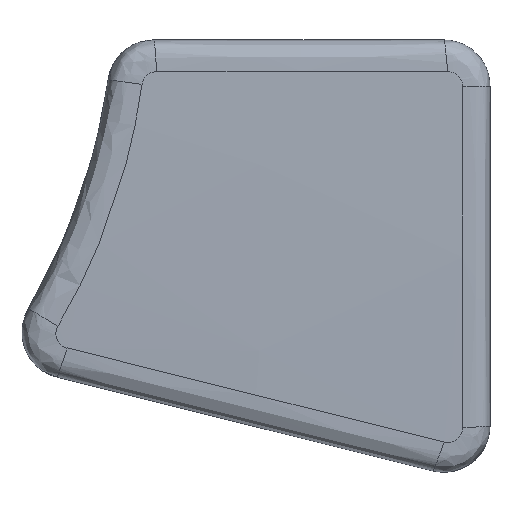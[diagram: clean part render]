
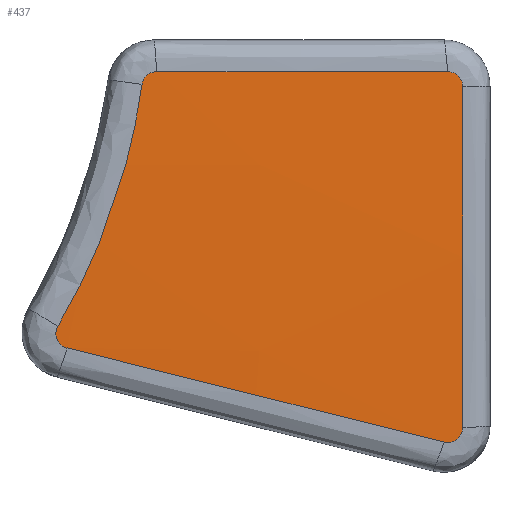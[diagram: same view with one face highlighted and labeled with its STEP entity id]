
A CAD part, top view. The second image highlights one B-rep face of the part: STEP entity #437.
In plain terms, the highlighted spherical face has radius 350 mm.
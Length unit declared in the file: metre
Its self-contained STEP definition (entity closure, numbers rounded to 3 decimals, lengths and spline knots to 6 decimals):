
#27=SPHERICAL_SURFACE('',#494,0.35);
#45=B_SPLINE_CURVE_WITH_KNOTS('',3,(#731,#732,#733,#734),.UNSPECIFIED.,
 .F.,.F.,(4,4),(0.,1.),.UNSPECIFIED.);
#46=B_SPLINE_CURVE_WITH_KNOTS('',3,(#737,#738,#739,#740),.UNSPECIFIED.,
 .F.,.F.,(4,4),(0.,1.),.UNSPECIFIED.);
#47=B_SPLINE_CURVE_WITH_KNOTS('',3,(#742,#743,#744,#745),.UNSPECIFIED.,
 .F.,.F.,(4,4),(0.,1.),.UNSPECIFIED.);
#48=B_SPLINE_CURVE_WITH_KNOTS('',3,(#747,#748,#749,#750),.UNSPECIFIED.,
 .F.,.F.,(4,4),(0.,1.),.UNSPECIFIED.);
#49=B_SPLINE_CURVE_WITH_KNOTS('',3,(#752,#753,#754,#755,#756),
 .UNSPECIFIED.,.F.,.F.,(4,1,4),(0.000002,0.500001,1.),
 .UNSPECIFIED.);
#50=B_SPLINE_CURVE_WITH_KNOTS('',3,(#758,#759,#760,#761),.UNSPECIFIED.,
 .F.,.F.,(4,4),(0.,1.),.UNSPECIFIED.);
#51=B_SPLINE_CURVE_WITH_KNOTS('',3,(#763,#764,#765,#766,#767),
 .UNSPECIFIED.,.F.,.F.,(4,1,4),(0.,0.5,1.),.UNSPECIFIED.);
#52=B_SPLINE_CURVE_WITH_KNOTS('',3,(#769,#770,#771,#772),.UNSPECIFIED.,
 .F.,.F.,(4,4),(0.,1.),.UNSPECIFIED.);
#119=ORIENTED_EDGE('',*,*,#235,.T.);
#120=ORIENTED_EDGE('',*,*,#236,.T.);
#121=ORIENTED_EDGE('',*,*,#237,.T.);
#122=ORIENTED_EDGE('',*,*,#238,.T.);
#123=ORIENTED_EDGE('',*,*,#239,.T.);
#124=ORIENTED_EDGE('',*,*,#240,.T.);
#125=ORIENTED_EDGE('',*,*,#241,.T.);
#126=ORIENTED_EDGE('',*,*,#242,.T.);
#235=EDGE_CURVE('',#289,#290,#45,.T.);
#236=EDGE_CURVE('',#290,#291,#46,.T.);
#237=EDGE_CURVE('',#291,#292,#47,.T.);
#238=EDGE_CURVE('',#292,#293,#48,.T.);
#239=EDGE_CURVE('',#293,#294,#49,.T.);
#240=EDGE_CURVE('',#294,#295,#50,.T.);
#241=EDGE_CURVE('',#295,#296,#51,.T.);
#242=EDGE_CURVE('',#296,#289,#52,.T.);
#289=VERTEX_POINT('',#735);
#290=VERTEX_POINT('',#736);
#291=VERTEX_POINT('',#741);
#292=VERTEX_POINT('',#746);
#293=VERTEX_POINT('',#751);
#294=VERTEX_POINT('',#757);
#295=VERTEX_POINT('',#762);
#296=VERTEX_POINT('',#768);
#356=EDGE_LOOP('',(#119,#120,#121,#122,#123,#124,#125,#126));
#394=FACE_BOUND('',#356,.T.);
#437=ADVANCED_FACE('',(#394),#27,.T.);
#494=AXIS2_PLACEMENT_3D('',#730,#571,#572);
#571=DIRECTION('',(1.,0.,0.));
#572=DIRECTION('',(0.,0.,1.));
#730=CARTESIAN_POINT('',(0.038795,-0.00334,-0.311461));
#731=CARTESIAN_POINT('',(0.083994,-0.007659,0.035582));
#732=CARTESIAN_POINT('',(0.083994,-0.00727,0.035586));
#733=CARTESIAN_POINT('',(0.083678,-0.006955,0.035631));
#734=CARTESIAN_POINT('',(0.083291,-0.006955,0.03568));
#735=CARTESIAN_POINT('',(0.083994,-0.007659,0.035582));
#736=CARTESIAN_POINT('',(0.083291,-0.006955,0.03568));
#737=CARTESIAN_POINT('',(0.083291,-0.006955,0.03568));
#738=CARTESIAN_POINT('',(0.078686,-0.006956,0.036271));
#739=CARTESIAN_POINT('',(0.07407,-0.006956,0.036769));
#740=CARTESIAN_POINT('',(0.069446,-0.006955,0.037176));
#741=CARTESIAN_POINT('',(0.069446,-0.006955,0.037176));
#742=CARTESIAN_POINT('',(0.069446,-0.006955,0.037176));
#743=CARTESIAN_POINT('',(0.069095,-0.006955,0.037207));
#744=CARTESIAN_POINT('',(0.068797,-0.007214,0.03723));
#745=CARTESIAN_POINT('',(0.068749,-0.007563,0.037229));
#746=CARTESIAN_POINT('',(0.068749,-0.007563,0.037229));
#747=CARTESIAN_POINT('',(0.068749,-0.007563,0.037229));
#748=CARTESIAN_POINT('',(0.06819,-0.011622,0.037228));
#749=CARTESIAN_POINT('',(0.06683,-0.015529,0.037226));
#750=CARTESIAN_POINT('',(0.064748,-0.019059,0.037221));
#751=CARTESIAN_POINT('',(0.064748,-0.019059,0.037221));
#752=CARTESIAN_POINT('',(0.064748,-0.019059,0.037221));
#753=CARTESIAN_POINT('',(0.064635,-0.019251,0.037221));
#754=CARTESIAN_POINT('',(0.06461,-0.019731,0.037201));
#755=CARTESIAN_POINT('',(0.064969,-0.020045,0.037159));
#756=CARTESIAN_POINT('',(0.065184,-0.020098,0.03714));
#757=CARTESIAN_POINT('',(0.065184,-0.020098,0.03714));
#758=CARTESIAN_POINT('',(0.065184,-0.020098,0.03714));
#759=CARTESIAN_POINT('',(0.071514,-0.021677,0.036585));
#760=CARTESIAN_POINT('',(0.077494,-0.023168,0.035877));
#761=CARTESIAN_POINT('',(0.083121,-0.02457,0.035071));
#762=CARTESIAN_POINT('',(0.083121,-0.02457,0.035071));
#763=CARTESIAN_POINT('',(0.083121,-0.02457,0.035071));
#764=CARTESIAN_POINT('',(0.083342,-0.024626,0.03504));
#765=CARTESIAN_POINT('',(0.083777,-0.02452,0.03499));
#766=CARTESIAN_POINT('',(0.083994,-0.024106,0.034987));
#767=CARTESIAN_POINT('',(0.083994,-0.023888,0.035));
#768=CARTESIAN_POINT('',(0.083994,-0.023888,0.035));
#769=CARTESIAN_POINT('',(0.083994,-0.023888,0.035));
#770=CARTESIAN_POINT('',(0.083994,-0.018484,0.03532));
#771=CARTESIAN_POINT('',(0.083994,-0.013072,0.035514));
#772=CARTESIAN_POINT('',(0.083994,-0.007659,0.035582));
